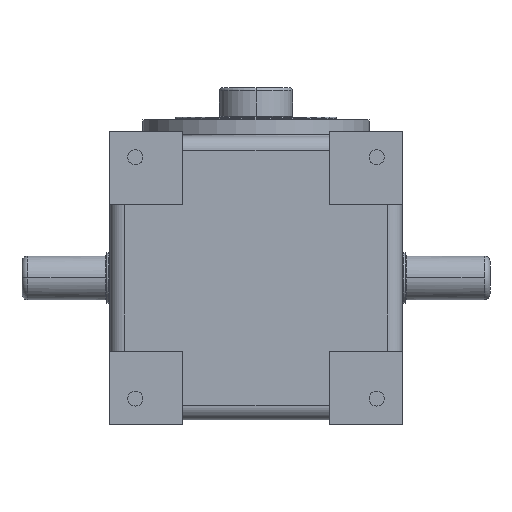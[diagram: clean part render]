
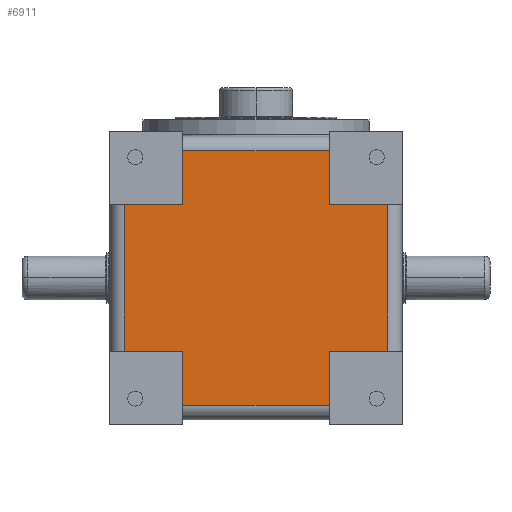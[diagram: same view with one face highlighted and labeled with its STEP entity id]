
A CAD part, front view. The second image highlights one B-rep face of the part: STEP entity #6911.
In plain terms, the highlighted planar face has unit normal (0, -1, 0).
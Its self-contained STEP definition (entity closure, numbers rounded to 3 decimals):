
#1210 = ORIENTED_EDGE ( 'NONE', *, *, #20657, .T. ) ;
#1274 = EDGE_CURVE ( 'NONE', #24905, #14801, #19993, .T. ) ;
#2274 = EDGE_CURVE ( 'NONE', #11250, #14801, #3616, .T. ) ;
#3180 = ORIENTED_EDGE ( 'NONE', *, *, #15208, .T. ) ;
#3537 = ORIENTED_EDGE ( 'NONE', *, *, #26950, .T. ) ;
#3616 = LINE ( 'NONE', #11725, #18991 ) ;
#3685 = EDGE_CURVE ( 'NONE', #24028, #24905, #10655, .T. ) ;
#3964 = CARTESIAN_POINT ( 'NONE',  ( -50., -192., 87. ) ) ;
#4434 = VECTOR ( 'NONE', #21880, 1000. ) ;
#4529 = LINE ( 'NONE', #20505, #19879 ) ;
#4850 = EDGE_CURVE ( 'NONE', #24028, #20138, #7297, .T. ) ;
#5078 = VECTOR ( 'NONE', #19819, 1000. ) ;
#5282 = CARTESIAN_POINT ( 'NONE',  ( -150., -192., 50. ) ) ;
#5317 = ORIENTED_EDGE ( 'NONE', *, *, #16212, .F. ) ;
#5837 = LINE ( 'NONE', #13451, #10769 ) ;
#5910 = EDGE_CURVE ( 'NONE', #11250, #22023, #17719, .T. ) ;
#6192 = EDGE_CURVE ( 'NONE', #20471, #9501, #21667, .T. ) ;
#6623 = VERTEX_POINT ( 'NONE', #7073 ) ;
#6844 = CARTESIAN_POINT ( 'NONE',  ( -50., -192., -150. ) ) ;
#6911 = ADVANCED_FACE ( 'NONE', ( #18345 ), #19378, .F. ) ;
#7073 = CARTESIAN_POINT ( 'NONE',  ( 90., -192., -50. ) ) ;
#7297 = LINE ( 'NONE', #5282, #26953 ) ;
#8305 = CARTESIAN_POINT ( 'NONE',  ( 50., -192., -87. ) ) ;
#8602 = CARTESIAN_POINT ( 'NONE',  ( 90., -192., 50. ) ) ;
#9371 = CARTESIAN_POINT ( 'NONE',  ( -50., -192., 87. ) ) ;
#9501 = VERTEX_POINT ( 'NONE', #20400 ) ;
#9544 = VECTOR ( 'NONE', #17992, 1000. ) ;
#10558 = VECTOR ( 'NONE', #17852, 1000. ) ;
#10655 = LINE ( 'NONE', #12237, #5078 ) ;
#10769 = VECTOR ( 'NONE', #15536, 1000. ) ;
#11250 = VERTEX_POINT ( 'NONE', #16814 ) ;
#11450 = CARTESIAN_POINT ( 'NONE',  ( -50., -192., -150. ) ) ;
#11725 = CARTESIAN_POINT ( 'NONE',  ( -50., -192., -150. ) ) ;
#11988 = CARTESIAN_POINT ( 'NONE',  ( -90., -192., 50. ) ) ;
#12161 = VECTOR ( 'NONE', #18591, 1000. ) ;
#12237 = CARTESIAN_POINT ( 'NONE',  ( -90., -192., -150. ) ) ;
#12354 = CARTESIAN_POINT ( 'NONE',  ( -50., -192., -50. ) ) ;
#12599 = VERTEX_POINT ( 'NONE', #9371 ) ;
#12622 = AXIS2_PLACEMENT_3D ( 'NONE', #6844, #13957, #21409 ) ;
#12988 = CARTESIAN_POINT ( 'NONE',  ( -150., -192., -50. ) ) ;
#13451 = CARTESIAN_POINT ( 'NONE',  ( 90., -192., -150. ) ) ;
#13647 = ORIENTED_EDGE ( 'NONE', *, *, #3685, .T. ) ;
#13682 = ORIENTED_EDGE ( 'NONE', *, *, #26308, .F. ) ;
#13848 = VECTOR ( 'NONE', #22042, 1000. ) ;
#13950 = ORIENTED_EDGE ( 'NONE', *, *, #2274, .F. ) ;
#13957 = DIRECTION ( 'NONE',  ( 0., 1., 0. ) ) ;
#14801 = VERTEX_POINT ( 'NONE', #12354 ) ;
#14911 = EDGE_LOOP ( 'NONE', ( #15634, #13647, #24083, #13950, #22658, #3180, #23527, #1210, #13682, #14936, #3537, #5317 ) ) ;
#14936 = ORIENTED_EDGE ( 'NONE', *, *, #6192, .T. ) ;
#15208 = EDGE_CURVE ( 'NONE', #22023, #26822, #20101, .T. ) ;
#15536 = DIRECTION ( 'NONE',  ( 0., 0., 1. ) ) ;
#15634 = ORIENTED_EDGE ( 'NONE', *, *, #4850, .F. ) ;
#15791 = CARTESIAN_POINT ( 'NONE',  ( 50., -192., -150. ) ) ;
#16212 = EDGE_CURVE ( 'NONE', #20138, #12599, #26676, .T. ) ;
#16814 = CARTESIAN_POINT ( 'NONE',  ( -50., -192., -87. ) ) ;
#16856 = CARTESIAN_POINT ( 'NONE',  ( 50., -192., 50. ) ) ;
#17168 = CARTESIAN_POINT ( 'NONE',  ( -150., -192., 50. ) ) ;
#17719 = LINE ( 'NONE', #27050, #12161 ) ;
#17765 = CARTESIAN_POINT ( 'NONE',  ( -50., -192., 50. ) ) ;
#17852 = DIRECTION ( 'NONE',  ( 0., 0., 1. ) ) ;
#17992 = DIRECTION ( 'NONE',  ( 1., 0., 0. ) ) ;
#18345 = FACE_OUTER_BOUND ( 'NONE', #14911, .T. ) ;
#18548 = VECTOR ( 'NONE', #18558, 1000. ) ;
#18558 = DIRECTION ( 'NONE',  ( -1., 0., 0. ) ) ;
#18591 = DIRECTION ( 'NONE',  ( 1., 0., 0. ) ) ;
#18908 = CARTESIAN_POINT ( 'NONE',  ( 50., -192., -150. ) ) ;
#18923 = VECTOR ( 'NONE', #19183, 1000. ) ;
#18991 = VECTOR ( 'NONE', #24504, 1000. ) ;
#19183 = DIRECTION ( 'NONE',  ( 1., 0., 0. ) ) ;
#19378 = PLANE ( 'NONE',  #12622 ) ;
#19819 = DIRECTION ( 'NONE',  ( 0., 0., -1. ) ) ;
#19879 = VECTOR ( 'NONE', #26729, 1000. ) ;
#19993 = LINE ( 'NONE', #12988, #9544 ) ;
#20101 = LINE ( 'NONE', #15791, #13848 ) ;
#20138 = VERTEX_POINT ( 'NONE', #17765 ) ;
#20400 = CARTESIAN_POINT ( 'NONE',  ( 50., -192., 87. ) ) ;
#20471 = VERTEX_POINT ( 'NONE', #16856 ) ;
#20505 = CARTESIAN_POINT ( 'NONE',  ( -150., -192., -50. ) ) ;
#20624 = DIRECTION ( 'NONE',  ( 1., 0., 0. ) ) ;
#20657 = EDGE_CURVE ( 'NONE', #6623, #26270, #5837, .T. ) ;
#21409 = DIRECTION ( 'NONE',  ( 0., 0., 1. ) ) ;
#21667 = LINE ( 'NONE', #18908, #10558 ) ;
#21819 = CARTESIAN_POINT ( 'NONE',  ( -90., -192., -50. ) ) ;
#21880 = DIRECTION ( 'NONE',  ( 0., 0., 1. ) ) ;
#22023 = VERTEX_POINT ( 'NONE', #8305 ) ;
#22042 = DIRECTION ( 'NONE',  ( 0., 0., 1. ) ) ;
#22658 = ORIENTED_EDGE ( 'NONE', *, *, #5910, .T. ) ;
#23527 = ORIENTED_EDGE ( 'NONE', *, *, #26919, .T. ) ;
#24028 = VERTEX_POINT ( 'NONE', #11988 ) ;
#24083 = ORIENTED_EDGE ( 'NONE', *, *, #1274, .T. ) ;
#24130 = LINE ( 'NONE', #3964, #18548 ) ;
#24357 = CARTESIAN_POINT ( 'NONE',  ( 50., -192., -50. ) ) ;
#24504 = DIRECTION ( 'NONE',  ( 0., 0., 1. ) ) ;
#24905 = VERTEX_POINT ( 'NONE', #21819 ) ;
#25186 = LINE ( 'NONE', #17168, #18923 ) ;
#26270 = VERTEX_POINT ( 'NONE', #8602 ) ;
#26308 = EDGE_CURVE ( 'NONE', #20471, #26270, #25186, .T. ) ;
#26676 = LINE ( 'NONE', #11450, #4434 ) ;
#26729 = DIRECTION ( 'NONE',  ( 1., 0., 0. ) ) ;
#26822 = VERTEX_POINT ( 'NONE', #24357 ) ;
#26919 = EDGE_CURVE ( 'NONE', #26822, #6623, #4529, .T. ) ;
#26950 = EDGE_CURVE ( 'NONE', #9501, #12599, #24130, .T. ) ;
#26953 = VECTOR ( 'NONE', #20624, 1000. ) ;
#27050 = CARTESIAN_POINT ( 'NONE',  ( 50., -192., -87. ) ) ;
